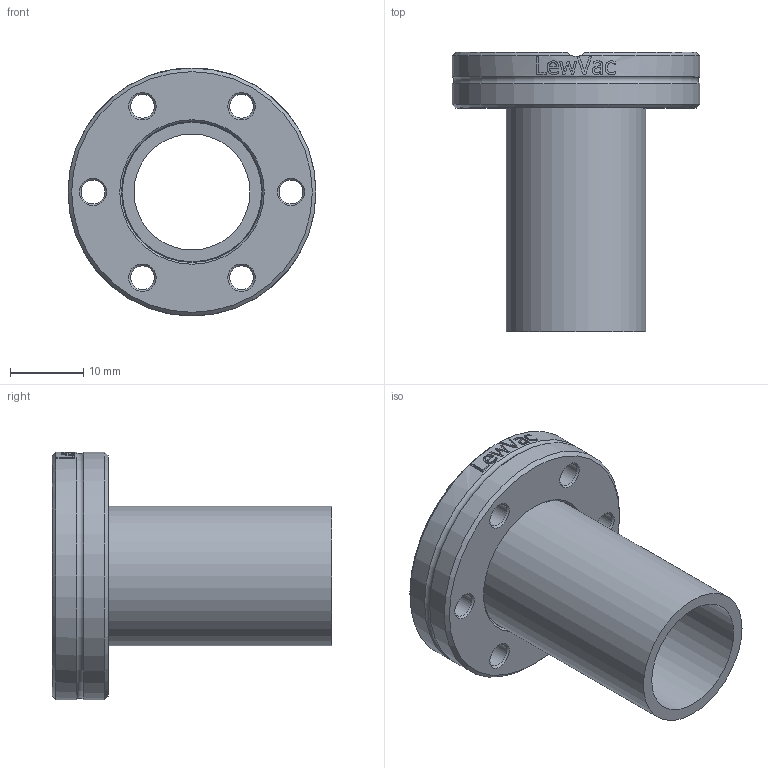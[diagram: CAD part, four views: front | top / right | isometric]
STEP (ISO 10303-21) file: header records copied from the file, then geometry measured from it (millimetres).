
FILE_DESCRIPTION(/* description */ (''),/* implementation_level */ '2;1');
FILE_NAME(/* name */ 'FL-HN16CFRT.stp',/* time_stamp */ '2018-02-22T14:04:03+00:00',/* author */ ('paul'),/* organization */ (''),/* preprocessor_version */ 'ST-DEVELOPER v16.13',/* originating_system */ 'Autodesk Inventor 2018',/* authorisation */ '');
FILE_SCHEMA (('AUTOMOTIVE_DESIGN { 1 0 10303 214 3 1 1 }'));
Length unit declared in the file: millimetre
Products named in the file (4): FL-HN16CFRT; FL-16CFR-19INNER; tube long for rot; FL-16CF-OUTTAP
Assembly tree (3 placements, depth 2):
  FL-HN16CFRT
    FL-16CFR-19INNER
    tube long for rot
    FL-16CF-OUTTAP
Bounding box: 33.8 x 38.1 x 33.8 mm (x, y, z)
Volume: 7303.3 mm3; surface area: 7637 mm2
Topology: 3 solids, 3 shells, 138 faces, 356 edges, 233 vertices
Faces by surface type: plane 51, bspline 41, cylinder 25, cone 20, torus 1
Full cylindrical faces by diameter (mm): 3.242 x6, 15.8 x1, 16 x1, 19 x1, 19.1 x1, 19.2 x1, 21.1 x1, 21.4 x1, 33.8 x2
Entity records: 5518 total; most frequent: CARTESIAN_POINT 2342, ORIENTED_EDGE 628, DIRECTION 545, EDGE_CURVE 314, VERTEX_POINT 225, AXIS2_PLACEMENT_3D 217, EDGE_LOOP 199, FACE_OUTER_BOUND 138
